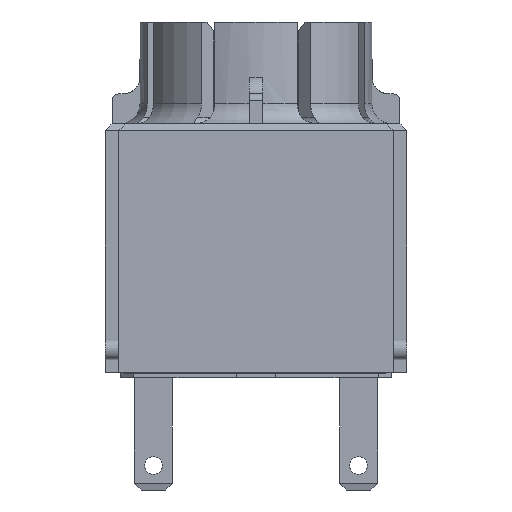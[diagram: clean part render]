
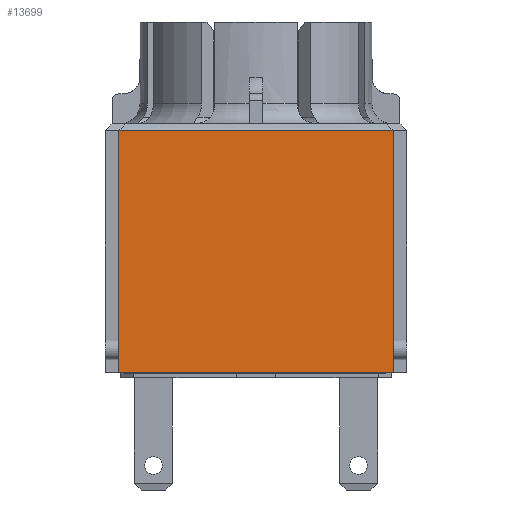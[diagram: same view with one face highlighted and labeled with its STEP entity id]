
A CAD part, front view. The second image highlights one B-rep face of the part: STEP entity #13699.
In plain terms, the highlighted planar face has unit normal (0, -1, 0).
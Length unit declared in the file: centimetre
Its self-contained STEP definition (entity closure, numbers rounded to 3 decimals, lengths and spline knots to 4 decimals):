
#1332=FACE_OUTER_BOUND('',#2096,.T.);
#2096=EDGE_LOOP('',(#10583,#10584,#10585,#10586,#10587,#10588));
#2737=LINE('',#17888,#4156);
#3193=LINE('',#19763,#4612);
#3224=LINE('',#19827,#4643);
#3225=LINE('',#19829,#4644);
#3227=LINE('',#19859,#4646);
#3228=LINE('',#19860,#4647);
#4156=VECTOR('',#15030,2.02);
#4612=VECTOR('',#16124,2.02);
#4643=VECTOR('',#16191,1.611);
#4644=VECTOR('',#16194,0.169);
#4646=VECTOR('',#16246,0.169);
#4647=VECTOR('',#16247,1.611);
#5550=VERTEX_POINT('',#17885);
#5551=VERTEX_POINT('',#17887);
#5969=VERTEX_POINT('',#19755);
#5971=VERTEX_POINT('',#19761);
#5986=VERTEX_POINT('',#19826);
#5988=VERTEX_POINT('',#19849);
#6943=EDGE_CURVE('',#5551,#5550,#2737,.T.);
#7586=EDGE_CURVE('',#5971,#5969,#3193,.T.);
#7619=EDGE_CURVE('',#5986,#5969,#3224,.T.);
#7621=EDGE_CURVE('',#5550,#5986,#3225,.T.);
#7635=EDGE_CURVE('',#5551,#5988,#3227,.T.);
#7636=EDGE_CURVE('',#5988,#5971,#3228,.T.);
#10583=ORIENTED_EDGE('',*,*,#7586,.F.);
#10584=ORIENTED_EDGE('',*,*,#7636,.F.);
#10585=ORIENTED_EDGE('',*,*,#7635,.F.);
#10586=ORIENTED_EDGE('',*,*,#6943,.T.);
#10587=ORIENTED_EDGE('',*,*,#7621,.T.);
#10588=ORIENTED_EDGE('',*,*,#7619,.T.);
#13186=PLANE('',#14558);
#13699=ADVANCED_FACE('',(#1332),#13186,.T.);
#14558=AXIS2_PLACEMENT_3D('',#20005,#16415,#16416);
#15030=DIRECTION('',(1.,0.,0.));
#16124=DIRECTION('',(1.,0.,0.));
#16191=DIRECTION('',(0.,0.,1.));
#16194=DIRECTION('',(0.,0.,1.));
#16246=DIRECTION('',(0.,0.,1.));
#16247=DIRECTION('',(0.,0.,1.));
#16415=DIRECTION('center_axis',(0.,-1.,0.));
#16416=DIRECTION('ref_axis',(0.,0.,-1.));
#17885=CARTESIAN_POINT('',(0.4641,0.1617,-0.5263));
#17887=CARTESIAN_POINT('',(-1.5559,0.1617,-0.5263));
#17888=CARTESIAN_POINT('',(-1.5559,0.1617,-0.5263));
#19755=CARTESIAN_POINT('',(0.4641,0.1617,1.2537));
#19761=CARTESIAN_POINT('',(-1.5559,0.1617,1.2537));
#19763=CARTESIAN_POINT('',(-0.5459,0.1617,1.2537));
#19826=CARTESIAN_POINT('',(0.4641,0.1617,-0.3573));
#19827=CARTESIAN_POINT('',(0.4641,0.1617,-0.5263));
#19829=CARTESIAN_POINT('',(0.4641,0.1617,-0.5263));
#19849=CARTESIAN_POINT('',(-1.5559,0.1617,-0.3573));
#19859=CARTESIAN_POINT('',(-1.5559,0.1617,-0.5263));
#19860=CARTESIAN_POINT('',(-1.5559,0.1617,-0.5263));
#20005=CARTESIAN_POINT('Origin',(-0.5459,0.1617,-0.5263));
